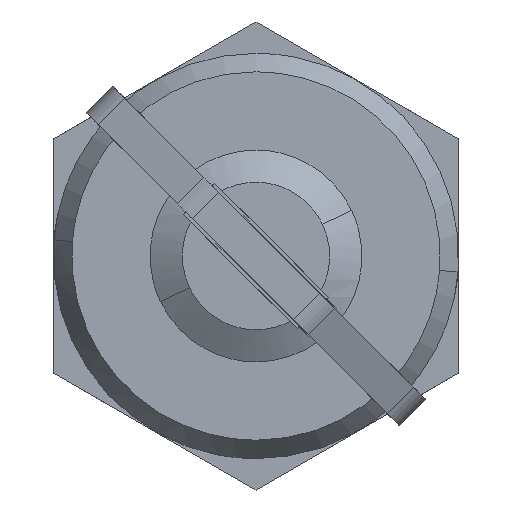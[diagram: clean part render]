
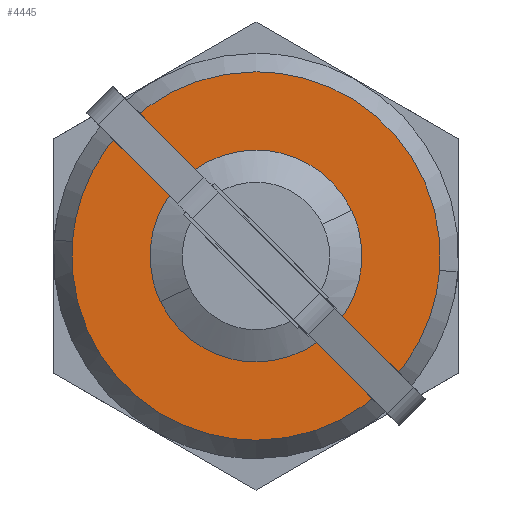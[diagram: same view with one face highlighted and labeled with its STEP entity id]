
A CAD part, front view. The second image highlights one B-rep face of the part: STEP entity #4445.
In plain terms, the highlighted free-form (B-spline) face has degree [1, 1] with [2, 2] control points.
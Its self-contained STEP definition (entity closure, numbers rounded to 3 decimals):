
#4155=CARTESIAN_POINT('',(-9.969,-2.5,0.785));
#4156=VERTEX_POINT('',#4155);
#4162=CARTESIAN_POINT('',(0.,-2.5,10.));
#4163=VERTEX_POINT('',#4162);
#4164=CARTESIAN_POINT('',(0.,-2.5,10.));
#4165=CARTESIAN_POINT('',(-9.244,-2.5,10.));
#4166=CARTESIAN_POINT('',(-9.969,-2.5,0.785));
#4174=(BOUNDED_CURVE()B_SPLINE_CURVE(2,(#4164,#4165,#4166),.UNSPECIFIED.,.F.,.U.)B_SPLINE_CURVE_WITH_KNOTS((3,3),(0.0,0.236),.UNSPECIFIED.)CURVE()GEOMETRIC_REPRESENTATION_ITEM()RATIONAL_B_SPLINE_CURVE((1.0,0.723,0.97))REPRESENTATION_ITEM(''));
#4175=EDGE_CURVE('',#4163,#4156,#4174,.T.);
#4177=CARTESIAN_POINT('',(9.969,-2.5,-0.785));
#4178=VERTEX_POINT('',#4177);
#4179=CARTESIAN_POINT('',(9.969,-2.5,-0.785));
#4180=CARTESIAN_POINT('',(10.,-2.5,-0.393));
#4181=CARTESIAN_POINT('',(10.,-2.5,0.));
#4182=CARTESIAN_POINT('',(10.,-2.5,10.));
#4183=CARTESIAN_POINT('',(0.,-2.5,10.));
#4191=(BOUNDED_CURVE()B_SPLINE_CURVE(2,(#4179,#4180,#4181,#4182,#4183),.UNSPECIFIED.,.F.,.U.)B_SPLINE_CURVE_WITH_KNOTS((3,2,3),(0.736,0.75,1.0),.UNSPECIFIED.)CURVE()GEOMETRIC_REPRESENTATION_ITEM()RATIONAL_B_SPLINE_CURVE((0.97,0.984,1.0,0.707,1.0))REPRESENTATION_ITEM(''));
#4192=EDGE_CURVE('',#4178,#4163,#4191,.T.);
#4226=CARTESIAN_POINT('',(0.,-2.5,-10.));
#4227=VERTEX_POINT('',#4226);
#4228=CARTESIAN_POINT('',(0.,-2.5,-10.));
#4229=CARTESIAN_POINT('',(9.244,-2.5,-10.));
#4230=CARTESIAN_POINT('',(9.969,-2.5,-0.785));
#4238=(BOUNDED_CURVE()B_SPLINE_CURVE(2,(#4228,#4229,#4230),.UNSPECIFIED.,.F.,.U.)B_SPLINE_CURVE_WITH_KNOTS((3,3),(0.5,0.736),.UNSPECIFIED.)CURVE()GEOMETRIC_REPRESENTATION_ITEM()RATIONAL_B_SPLINE_CURVE((1.0,0.723,0.97))REPRESENTATION_ITEM(''));
#4239=EDGE_CURVE('',#4227,#4178,#4238,.T.);
#4241=CARTESIAN_POINT('',(-9.969,-2.5,0.785));
#4242=CARTESIAN_POINT('',(-10.,-2.5,0.393));
#4243=CARTESIAN_POINT('',(-10.,-2.5,0.));
#4244=CARTESIAN_POINT('',(-10.,-2.5,-10.));
#4245=CARTESIAN_POINT('',(0.,-2.5,-10.));
#4253=(BOUNDED_CURVE()B_SPLINE_CURVE(2,(#4241,#4242,#4243,#4244,#4245),.UNSPECIFIED.,.F.,.U.)B_SPLINE_CURVE_WITH_KNOTS((3,2,3),(0.236,0.25,0.5),.UNSPECIFIED.)CURVE()GEOMETRIC_REPRESENTATION_ITEM()RATIONAL_B_SPLINE_CURVE((0.97,0.984,1.0,0.707,1.0))REPRESENTATION_ITEM(''));
#4254=EDGE_CURVE('',#4156,#4227,#4253,.T.);
#4368=CARTESIAN_POINT('',(10.996,-2.5,10.999));
#4369=CARTESIAN_POINT('',(10.996,-2.5,-10.999));
#4370=CARTESIAN_POINT('',(-10.996,-2.5,10.999));
#4371=CARTESIAN_POINT('',(-10.996,-2.5,-10.999));
#4372=B_SPLINE_SURFACE_WITH_KNOTS('',1,1,((#4368,#4370),(#4369,#4371)),.UNSPECIFIED.,.F.,.F.,.U.,(2,2),(2,2),(0.0,21.998),(0.0,21.992),.UNSPECIFIED.);
#4373=ORIENTED_EDGE('',*,*,#4175,.T.);
#4374=ORIENTED_EDGE('',*,*,#4254,.T.);
#4375=ORIENTED_EDGE('',*,*,#4239,.T.);
#4376=ORIENTED_EDGE('',*,*,#4192,.T.);
#4377=EDGE_LOOP('',(#4373,#4374,#4375,#4376));
#4378=FACE_OUTER_BOUND('',#4377,.T.);
#4379=CARTESIAN_POINT('',(0.,-2.5,5.75));
#4380=VERTEX_POINT('',#4379);
#4381=CARTESIAN_POINT('',(-5.19,-2.5,-2.475));
#4382=VERTEX_POINT('',#4381);
#4383=CARTESIAN_POINT('',(0.,-2.5,5.75));
#4384=CARTESIAN_POINT('',(-5.75,-2.5,5.75));
#4385=CARTESIAN_POINT('',(-5.75,-2.5,0.));
#4386=CARTESIAN_POINT('',(-5.75,-2.5,-1.301));
#4387=CARTESIAN_POINT('',(-5.19,-2.5,-2.475));
#4395=(BOUNDED_CURVE()B_SPLINE_CURVE(2,(#4383,#4384,#4385,#4386,#4387),.UNSPECIFIED.,.F.,.U.)B_SPLINE_CURVE_WITH_KNOTS((3,2,3),(0.0,0.25,0.323),.UNSPECIFIED.)CURVE()GEOMETRIC_REPRESENTATION_ITEM()RATIONAL_B_SPLINE_CURVE((1.0,0.707,1.0,0.914,0.879))REPRESENTATION_ITEM(''));
#4396=EDGE_CURVE('',#4380,#4382,#4395,.T.);
#4397=ORIENTED_EDGE('',*,*,#4396,.F.);
#4398=CARTESIAN_POINT('',(5.19,-2.5,2.475));
#4399=VERTEX_POINT('',#4398);
#4400=CARTESIAN_POINT('',(5.19,-2.5,2.475));
#4401=CARTESIAN_POINT('',(3.628,-2.5,5.75));
#4402=CARTESIAN_POINT('',(0.,-2.5,5.75));
#4410=(BOUNDED_CURVE()B_SPLINE_CURVE(2,(#4400,#4401,#4402),.UNSPECIFIED.,.F.,.U.)B_SPLINE_CURVE_WITH_KNOTS((3,3),(0.823,1.0),.UNSPECIFIED.)CURVE()GEOMETRIC_REPRESENTATION_ITEM()RATIONAL_B_SPLINE_CURVE((0.879,0.793,1.0))REPRESENTATION_ITEM(''));
#4411=EDGE_CURVE('',#4399,#4380,#4410,.T.);
#4412=ORIENTED_EDGE('',*,*,#4411,.F.);
#4413=CARTESIAN_POINT('',(0.,-2.5,-5.75));
#4414=VERTEX_POINT('',#4413);
#4415=CARTESIAN_POINT('',(0.,-2.5,-5.75));
#4416=CARTESIAN_POINT('',(5.75,-2.5,-5.75));
#4417=CARTESIAN_POINT('',(5.75,-2.5,0.));
#4418=CARTESIAN_POINT('',(5.75,-2.5,1.301));
#4419=CARTESIAN_POINT('',(5.19,-2.5,2.475));
#4427=(BOUNDED_CURVE()B_SPLINE_CURVE(2,(#4415,#4416,#4417,#4418,#4419),.UNSPECIFIED.,.F.,.U.)B_SPLINE_CURVE_WITH_KNOTS((3,2,3),(0.5,0.75,0.823),.UNSPECIFIED.)CURVE()GEOMETRIC_REPRESENTATION_ITEM()RATIONAL_B_SPLINE_CURVE((1.0,0.707,1.0,0.914,0.879))REPRESENTATION_ITEM(''));
#4428=EDGE_CURVE('',#4414,#4399,#4427,.T.);
#4429=ORIENTED_EDGE('',*,*,#4428,.F.);
#4430=CARTESIAN_POINT('',(-5.19,-2.5,-2.475));
#4431=CARTESIAN_POINT('',(-3.628,-2.5,-5.75));
#4432=CARTESIAN_POINT('',(0.,-2.5,-5.75));
#4440=(BOUNDED_CURVE()B_SPLINE_CURVE(2,(#4430,#4431,#4432),.UNSPECIFIED.,.F.,.U.)B_SPLINE_CURVE_WITH_KNOTS((3,3),(0.323,0.5),.UNSPECIFIED.)CURVE()GEOMETRIC_REPRESENTATION_ITEM()RATIONAL_B_SPLINE_CURVE((0.879,0.793,1.0))REPRESENTATION_ITEM(''));
#4441=EDGE_CURVE('',#4382,#4414,#4440,.T.);
#4442=ORIENTED_EDGE('',*,*,#4441,.F.);
#4443=EDGE_LOOP('',(#4397,#4412,#4429,#4442));
#4444=FACE_BOUND('',#4443,.T.);
#4445=ADVANCED_FACE('',(#4378,#4444),#4372,.F.);
